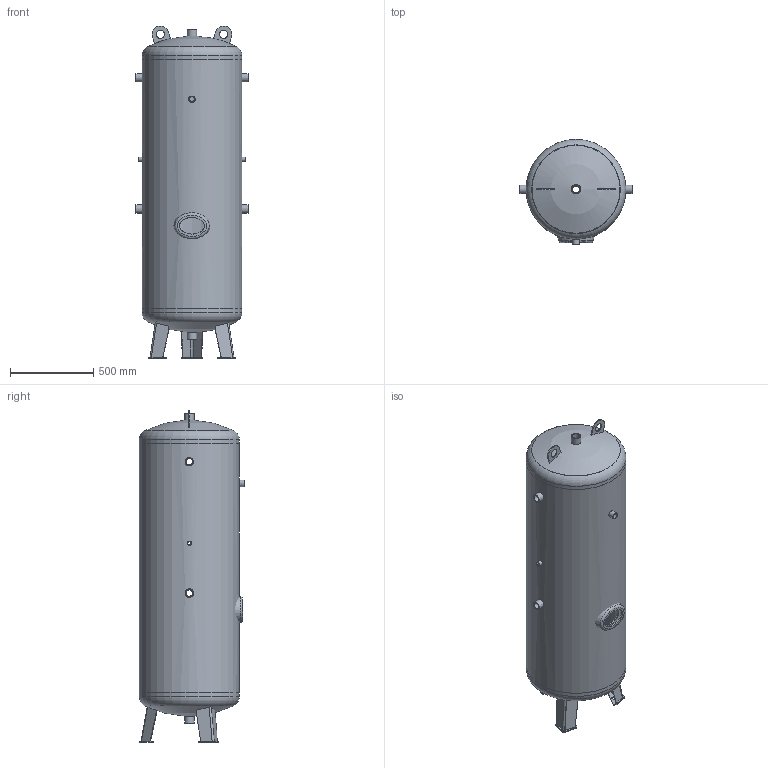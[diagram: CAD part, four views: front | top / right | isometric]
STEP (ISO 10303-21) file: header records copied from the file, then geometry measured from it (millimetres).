
FILE_DESCRIPTION(/* description */ (''),/* implementation_level */ '2;1');
FILE_NAME(/* name */ 'MB 030603-2.500.stp',/* time_stamp */ '2022-11-17T11:19:25+01:00',/* author */ ('m.ebener'),/* organization */ (''),/* preprocessor_version */ 'ST-DEVELOPER v16.1',/* originating_system */ 'Autodesk Inventor 2016',/* authorisation */ '');
FILE_SCHEMA (('AUTOMOTIVE_DESIGN { 1 0 10303 214 3 1 1 }'));
Length unit declared in the file: millimetre
Products named in the file (13): Boden unten; Fußplatte; Fuß; Behälterfuß; Standardmuffe - G 1 1_2; Mantel; Handloch_100x150x8,5; Standardmuffe - G 1; Standardmuffe - G 1_2; Standardmuffe - G 1 1_4; Boden oben; Tragöse 100mm - Klöpperboden; MB 030603-2.500
Assembly tree (19 placements, depth 3):
  MB 030603-2.500
    Boden unten
    Behälterfuß  x3
      Fußplatte
      Fuß
    Standardmuffe - G 1 1_2  x2
    Mantel
    Handloch_100x150x8,5
    Standardmuffe - G 1
    Standardmuffe - G 1_2  x2
    Standardmuffe - G 1 1_4  x4
    Boden oben
    Tragöse 100mm - Klöpperboden
Bounding box: 673.8 x 632.32 x 1996.09 mm (x, y, z)
Volume: 19032845.3 mm3; surface area: 7665293.1 mm2
Topology: 21 solids, 21 shells, 169 faces, 398 edges, 264 vertices
Faces by surface type: plane 87, cylinder 60, bspline 11, sphere 7, torus 4
Full cylindrical faces by diameter (mm): 8 x3, 18.631 x2, 22 x3, 26.9 x4, 30.291 x1, 38.952 x4, 40 x2, 44.845 x2, 50 x2, 51 x8, 57 x4, 590 x3, 600 x3
Entity records: 4538 total; most frequent: CARTESIAN_POINT 2285, DIRECTION 443, ORIENTED_EDGE 324, AXIS2_PLACEMENT_3D 191, EDGE_LOOP 167, EDGE_CURVE 162, VERTEX_POINT 127, FACE_OUTER_BOUND 93
